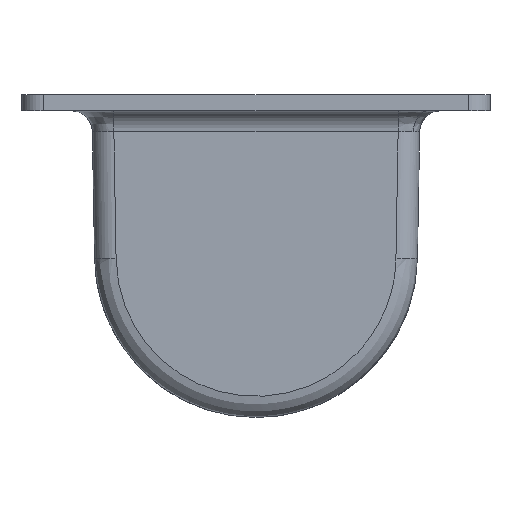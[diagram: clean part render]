
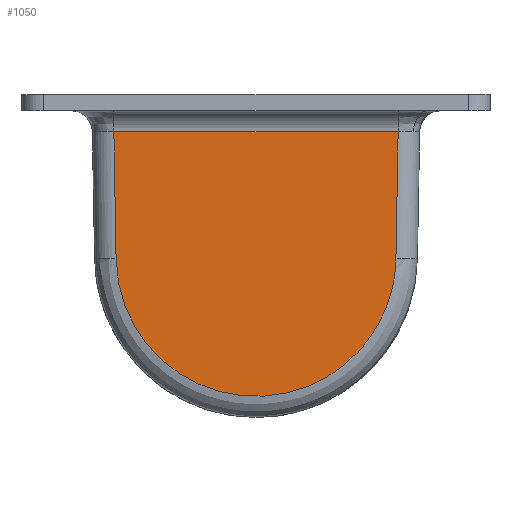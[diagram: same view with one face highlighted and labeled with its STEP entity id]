
A CAD part, front view. The second image highlights one B-rep face of the part: STEP entity #1050.
In plain terms, the highlighted planar face has unit normal (0, -1, -0.018).
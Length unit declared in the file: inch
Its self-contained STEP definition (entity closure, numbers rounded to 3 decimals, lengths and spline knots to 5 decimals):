
#30 = DIRECTION ( 'NONE',  ( 0.017, -0.017, 1. ) ) ;
#43 = CARTESIAN_POINT ( 'NONE',  ( 1.62475, 0.03003, -0.03272 ) ) ;
#50 = ORIENTED_EDGE ( 'NONE', *, *, #1508, .T. ) ;
#90 = CARTESIAN_POINT ( 'NONE',  ( -1.65049, 0.00429, 1.44186 ) ) ;
#119 = DIRECTION ( 'NONE',  ( 0., -1., -0.017 ) ) ;
#330 = EDGE_CURVE ( 'NONE', #1105, #1380, #1761, .T. ) ;
#379 = CARTESIAN_POINT ( 'NONE',  ( 1.62475, 0.03003, -0.03272 ) ) ;
#380 = VECTOR ( 'NONE', #984, 39.37008 ) ;
#390 = VECTOR ( 'NONE', #30, 39.37008 ) ;
#438 = EDGE_CURVE ( 'NONE', #1733, #1789, #552, .T. ) ;
#451 = CARTESIAN_POINT ( 'NONE',  ( 1.6537, 0.00108, 1.62541 ) ) ;
#509 = CARTESIAN_POINT ( 'NONE',  ( 1.65049, 0.00429, 1.44186 ) ) ;
#510 = CARTESIAN_POINT ( 'NONE',  ( -1.62475, 0.03003, -0.03272 ) ) ;
#528 = AXIS2_PLACEMENT_3D ( 'NONE', #837, #119, #1117 ) ;
#537 = CARTESIAN_POINT ( 'NONE',  ( 1.56995, 0.08483, -3.17215 ) ) ;
#552 = LINE ( 'NONE', #1002, #1243 ) ;
#765 = EDGE_LOOP ( 'NONE', ( #50, #815, #954, #993 ) ) ;
#802 = CARTESIAN_POINT ( 'NONE',  ( -1.56995, 0.08483, -3.17215 ) ) ;
#812 = LINE ( 'NONE', #1813, #380 ) ;
#815 = ORIENTED_EDGE ( 'NONE', *, *, #438, .T. ) ;
#837 = CARTESIAN_POINT ( 'NONE',  ( -1.90474, 0., 1.6875 ) ) ;
#954 = ORIENTED_EDGE ( 'NONE', *, *, #1033, .T. ) ;
#984 = DIRECTION ( 'NONE',  ( 0.017, 0.017, -1. ) ) ;
#993 = ORIENTED_EDGE ( 'NONE', *, *, #330, .T. ) ;
#1002 = CARTESIAN_POINT ( 'NONE',  ( -1.90474, 0.00429, 1.44186 ) ) ;
#1006 = DIRECTION ( 'NONE',  ( -1., 0., 0. ) ) ;
#1033 = EDGE_CURVE ( 'NONE', #1789, #1105, #812, .T. ) ;
#1050 = ADVANCED_FACE ( 'NONE', ( #1099 ), #1672, .T. ) ;
#1099 = FACE_OUTER_BOUND ( 'NONE', #765, .T. ) ;
#1105 = VERTEX_POINT ( 'NONE', #1821 ) ;
#1117 = DIRECTION ( 'NONE',  ( 0., 0.017, -1. ) ) ;
#1180 = LINE ( 'NONE', #451, #390 ) ;
#1243 = VECTOR ( 'NONE', #1006, 39.37008 ) ;
#1380 = VERTEX_POINT ( 'NONE', #43 ) ;
#1508 = EDGE_CURVE ( 'NONE', #1380, #1733, #1180, .T. ) ;
#1672 = PLANE ( 'NONE',  #528 ) ;
#1733 = VERTEX_POINT ( 'NONE', #509 ) ;
#1761 =( BOUNDED_CURVE ( )  B_SPLINE_CURVE ( 3, ( #510, #802, #537, #379 ),
 .UNSPECIFIED., .F., .T. ) 
 B_SPLINE_CURVE_WITH_KNOTS ( ( 4, 4 ),
 ( 1.58825, 4.69494 ),
 .UNSPECIFIED. ) 
 CURVE ( )  GEOMETRIC_REPRESENTATION_ITEM ( )  RATIONAL_B_SPLINE_CURVE ( ( 1., 0.345, 0.345, 1. ) ) 
 REPRESENTATION_ITEM ( '' )  );
#1789 = VERTEX_POINT ( 'NONE', #90 ) ;
#1813 = CARTESIAN_POINT ( 'NONE',  ( -1.65486, -0.00008, 1.69186 ) ) ;
#1821 = CARTESIAN_POINT ( 'NONE',  ( -1.62475, 0.03003, -0.03272 ) ) ;
